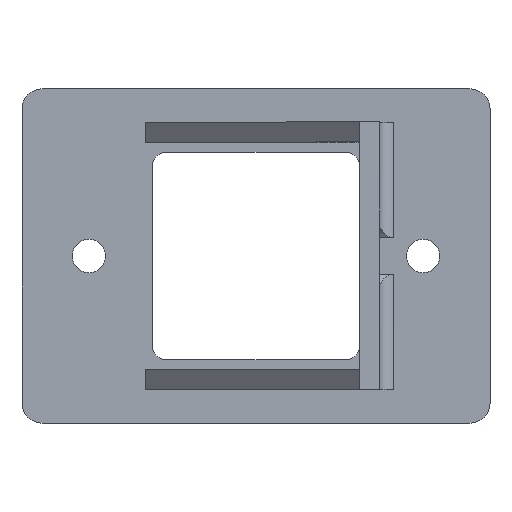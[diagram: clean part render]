
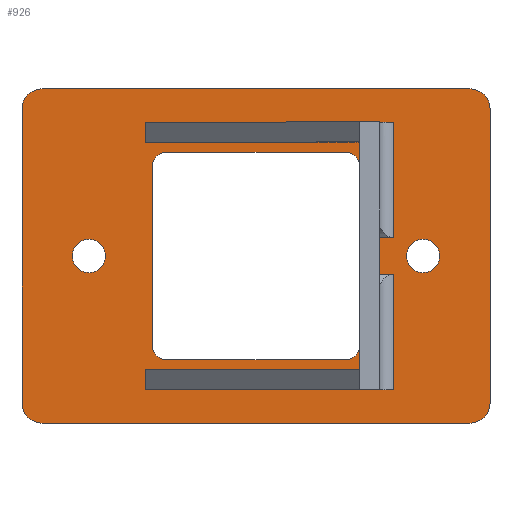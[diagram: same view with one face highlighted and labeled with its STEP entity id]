
A CAD part, top view. The second image highlights one B-rep face of the part: STEP entity #926.
In plain terms, the highlighted planar face has unit normal (0, 0, 1).
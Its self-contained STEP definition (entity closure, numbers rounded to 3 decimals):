
#29=FACE_BOUND('',#133,.T.);
#30=FACE_BOUND('',#134,.T.);
#31=FACE_BOUND('',#135,.T.);
#32=FACE_BOUND('',#136,.T.);
#33=FACE_BOUND('',#137,.T.);
#45=PLANE('',#1019);
#75=FACE_OUTER_BOUND('',#132,.T.);
#132=EDGE_LOOP('',(#742,#743,#744,#745,#746,#747,#748,#749));
#133=EDGE_LOOP('',(#750,#751,#752,#753));
#134=EDGE_LOOP('',(#754,#755,#756,#757));
#135=EDGE_LOOP('',(#758,#759,#760,#761,#762,#763,#764,#765,#766,#767,#768,
#769,#770,#771,#772,#773));
#136=EDGE_LOOP('',(#774));
#137=EDGE_LOOP('',(#775));
#169=LINE('',#1347,#259);
#170=LINE('',#1350,#260);
#174=LINE('',#1360,#264);
#178=LINE('',#1367,#268);
#179=LINE('',#1369,#269);
#181=LINE('',#1373,#271);
#185=LINE('',#1381,#275);
#200=LINE('',#1447,#290);
#204=LINE('',#1459,#294);
#208=LINE('',#1468,#298);
#209=LINE('',#1471,#299);
#212=LINE('',#1475,#302);
#213=LINE('',#1491,#303);
#219=LINE('',#1528,#309);
#222=LINE('',#1537,#312);
#223=LINE('',#1541,#313);
#224=LINE('',#1545,#314);
#225=LINE('',#1548,#315);
#226=LINE('',#1552,#316);
#227=LINE('',#1556,#317);
#228=LINE('',#1560,#318);
#229=LINE('',#1563,#319);
#230=LINE('',#1565,#320);
#231=LINE('',#1566,#321);
#259=VECTOR('',#1077,10.);
#260=VECTOR('',#1080,10.);
#264=VECTOR('',#1086,10.);
#268=VECTOR('',#1092,10.);
#269=VECTOR('',#1095,10.);
#271=VECTOR('',#1099,10.);
#275=VECTOR('',#1103,10.);
#290=VECTOR('',#1158,10.);
#294=VECTOR('',#1172,10.);
#298=VECTOR('',#1178,10.);
#299=VECTOR('',#1181,10.);
#302=VECTOR('',#1186,10.);
#303=VECTOR('',#1189,10.);
#309=VECTOR('',#1213,10.);
#312=VECTOR('',#1222,10.);
#313=VECTOR('',#1225,10.);
#314=VECTOR('',#1228,10.);
#315=VECTOR('',#1231,10.);
#316=VECTOR('',#1234,10.);
#317=VECTOR('',#1237,10.);
#318=VECTOR('',#1240,10.);
#319=VECTOR('',#1243,10.);
#320=VECTOR('',#1244,10.);
#321=VECTOR('',#1245,10.);
#377=CIRCLE('',#1018,3.);
#378=CIRCLE('',#1020,3.);
#379=CIRCLE('',#1021,3.);
#380=CIRCLE('',#1022,3.);
#381=CIRCLE('',#1023,2.);
#382=CIRCLE('',#1024,2.);
#383=CIRCLE('',#1025,2.);
#384=CIRCLE('',#1026,2.);
#385=CIRCLE('',#1027,2.5);
#386=CIRCLE('',#1028,2.5);
#394=VERTEX_POINT('',#1343);
#395=VERTEX_POINT('',#1345);
#396=VERTEX_POINT('',#1349);
#400=VERTEX_POINT('',#1357);
#401=VERTEX_POINT('',#1359);
#403=VERTEX_POINT('',#1365);
#404=VERTEX_POINT('',#1372);
#407=VERTEX_POINT('',#1378);
#408=VERTEX_POINT('',#1380);
#436=VERTEX_POINT('',#1440);
#439=VERTEX_POINT('',#1445);
#442=VERTEX_POINT('',#1458);
#446=VERTEX_POINT('',#1466);
#447=VERTEX_POINT('',#1470);
#448=VERTEX_POINT('',#1477);
#459=VERTEX_POINT('',#1515);
#460=VERTEX_POINT('',#1530);
#461=VERTEX_POINT('',#1531);
#462=VERTEX_POINT('',#1536);
#463=VERTEX_POINT('',#1538);
#464=VERTEX_POINT('',#1540);
#465=VERTEX_POINT('',#1542);
#466=VERTEX_POINT('',#1544);
#467=VERTEX_POINT('',#1546);
#468=VERTEX_POINT('',#1549);
#469=VERTEX_POINT('',#1551);
#470=VERTEX_POINT('',#1553);
#471=VERTEX_POINT('',#1555);
#472=VERTEX_POINT('',#1557);
#473=VERTEX_POINT('',#1559);
#474=VERTEX_POINT('',#1562);
#475=VERTEX_POINT('',#1564);
#476=VERTEX_POINT('',#1567);
#477=VERTEX_POINT('',#1569);
#487=EDGE_CURVE('',#395,#394,#169,.T.);
#488=EDGE_CURVE('',#396,#394,#170,.T.);
#493=EDGE_CURVE('',#401,#400,#174,.T.);
#497=EDGE_CURVE('',#395,#403,#178,.T.);
#498=EDGE_CURVE('',#403,#396,#179,.T.);
#500=EDGE_CURVE('',#404,#401,#181,.T.);
#504=EDGE_CURVE('',#408,#407,#185,.T.);
#537=EDGE_CURVE('',#439,#436,#200,.T.);
#543=EDGE_CURVE('',#442,#408,#204,.T.);
#548=EDGE_CURVE('',#439,#446,#208,.T.);
#549=EDGE_CURVE('',#447,#436,#209,.T.);
#552=EDGE_CURVE('',#446,#447,#212,.T.);
#554=EDGE_CURVE('',#448,#400,#213,.T.);
#568=EDGE_CURVE('',#442,#459,#219,.T.);
#569=EDGE_CURVE('',#460,#461,#377,.T.);
#572=EDGE_CURVE('',#460,#462,#222,.T.);
#573=EDGE_CURVE('',#463,#462,#378,.T.);
#574=EDGE_CURVE('',#463,#464,#223,.T.);
#575=EDGE_CURVE('',#465,#464,#379,.T.);
#576=EDGE_CURVE('',#465,#466,#224,.T.);
#577=EDGE_CURVE('',#467,#466,#380,.T.);
#578=EDGE_CURVE('',#467,#461,#225,.T.);
#579=EDGE_CURVE('',#468,#407,#381,.T.);
#580=EDGE_CURVE('',#468,#469,#226,.T.);
#581=EDGE_CURVE('',#470,#469,#382,.T.);
#582=EDGE_CURVE('',#470,#471,#227,.T.);
#583=EDGE_CURVE('',#472,#471,#383,.T.);
#584=EDGE_CURVE('',#472,#473,#228,.T.);
#585=EDGE_CURVE('',#404,#473,#384,.T.);
#586=EDGE_CURVE('',#448,#474,#229,.T.);
#587=EDGE_CURVE('',#474,#475,#230,.T.);
#588=EDGE_CURVE('',#475,#459,#231,.T.);
#589=EDGE_CURVE('',#476,#476,#385,.T.);
#590=EDGE_CURVE('',#477,#477,#386,.T.);
#742=ORIENTED_EDGE('',*,*,#569,.F.);
#743=ORIENTED_EDGE('',*,*,#572,.T.);
#744=ORIENTED_EDGE('',*,*,#573,.F.);
#745=ORIENTED_EDGE('',*,*,#574,.T.);
#746=ORIENTED_EDGE('',*,*,#575,.F.);
#747=ORIENTED_EDGE('',*,*,#576,.T.);
#748=ORIENTED_EDGE('',*,*,#577,.F.);
#749=ORIENTED_EDGE('',*,*,#578,.T.);
#750=ORIENTED_EDGE('',*,*,#497,.T.);
#751=ORIENTED_EDGE('',*,*,#498,.T.);
#752=ORIENTED_EDGE('',*,*,#488,.T.);
#753=ORIENTED_EDGE('',*,*,#487,.F.);
#754=ORIENTED_EDGE('',*,*,#548,.T.);
#755=ORIENTED_EDGE('',*,*,#552,.T.);
#756=ORIENTED_EDGE('',*,*,#549,.T.);
#757=ORIENTED_EDGE('',*,*,#537,.F.);
#758=ORIENTED_EDGE('',*,*,#504,.T.);
#759=ORIENTED_EDGE('',*,*,#579,.F.);
#760=ORIENTED_EDGE('',*,*,#580,.T.);
#761=ORIENTED_EDGE('',*,*,#581,.F.);
#762=ORIENTED_EDGE('',*,*,#582,.T.);
#763=ORIENTED_EDGE('',*,*,#583,.F.);
#764=ORIENTED_EDGE('',*,*,#584,.T.);
#765=ORIENTED_EDGE('',*,*,#585,.F.);
#766=ORIENTED_EDGE('',*,*,#500,.T.);
#767=ORIENTED_EDGE('',*,*,#493,.T.);
#768=ORIENTED_EDGE('',*,*,#554,.F.);
#769=ORIENTED_EDGE('',*,*,#586,.T.);
#770=ORIENTED_EDGE('',*,*,#587,.T.);
#771=ORIENTED_EDGE('',*,*,#588,.T.);
#772=ORIENTED_EDGE('',*,*,#568,.F.);
#773=ORIENTED_EDGE('',*,*,#543,.T.);
#774=ORIENTED_EDGE('',*,*,#589,.T.);
#775=ORIENTED_EDGE('',*,*,#590,.T.);
#926=ADVANCED_FACE('',(#75,#29,#30,#31,#32,#33),#45,.T.);
#1018=AXIS2_PLACEMENT_3D('',#1532,#1216,#1217);
#1019=AXIS2_PLACEMENT_3D('',#1535,#1220,#1221);
#1020=AXIS2_PLACEMENT_3D('',#1539,#1223,#1224);
#1021=AXIS2_PLACEMENT_3D('',#1543,#1226,#1227);
#1022=AXIS2_PLACEMENT_3D('',#1547,#1229,#1230);
#1023=AXIS2_PLACEMENT_3D('',#1550,#1232,#1233);
#1024=AXIS2_PLACEMENT_3D('',#1554,#1235,#1236);
#1025=AXIS2_PLACEMENT_3D('',#1558,#1238,#1239);
#1026=AXIS2_PLACEMENT_3D('',#1561,#1241,#1242);
#1027=AXIS2_PLACEMENT_3D('',#1568,#1246,#1247);
#1028=AXIS2_PLACEMENT_3D('',#1570,#1248,#1249);
#1077=DIRECTION('',(0.,1.,0.));
#1080=DIRECTION('',(1.,0.,0.));
#1086=DIRECTION('',(1.,0.,0.));
#1092=DIRECTION('',(-1.,0.,0.));
#1095=DIRECTION('',(0.,1.,0.));
#1099=DIRECTION('',(0.,1.,0.));
#1103=DIRECTION('',(0.,1.,0.));
#1158=DIRECTION('',(0.,1.,0.));
#1172=DIRECTION('',(-1.,0.,0.));
#1178=DIRECTION('',(-1.,0.,0.));
#1181=DIRECTION('',(1.,0.,0.));
#1186=DIRECTION('',(0.,1.,0.));
#1189=DIRECTION('',(0.,1.,0.));
#1213=DIRECTION('',(0.,1.,0.));
#1216=DIRECTION('center_axis',(0.,0.,-1.));
#1217=DIRECTION('ref_axis',(-0.707,-0.707,0.));
#1220=DIRECTION('center_axis',(0.,0.,1.));
#1221=DIRECTION('ref_axis',(1.,0.,0.));
#1222=DIRECTION('',(1.,0.,0.));
#1223=DIRECTION('center_axis',(0.,0.,-1.));
#1224=DIRECTION('ref_axis',(0.707,-0.707,0.));
#1225=DIRECTION('',(0.,1.,0.));
#1226=DIRECTION('center_axis',(0.,0.,-1.));
#1227=DIRECTION('ref_axis',(0.707,0.707,0.));
#1228=DIRECTION('',(-1.,0.,0.));
#1229=DIRECTION('center_axis',(0.,0.,-1.));
#1230=DIRECTION('ref_axis',(-0.707,0.707,0.));
#1231=DIRECTION('',(0.,-1.,0.));
#1232=DIRECTION('center_axis',(0.,0.,1.));
#1233=DIRECTION('ref_axis',(0.707,-0.707,0.));
#1234=DIRECTION('',(-1.,0.,0.));
#1235=DIRECTION('center_axis',(0.,0.,1.));
#1236=DIRECTION('ref_axis',(-0.707,-0.707,0.));
#1237=DIRECTION('',(0.,1.,0.));
#1238=DIRECTION('center_axis',(0.,0.,1.));
#1239=DIRECTION('ref_axis',(-0.707,0.707,0.));
#1240=DIRECTION('',(1.,0.,0.));
#1241=DIRECTION('center_axis',(0.,0.,1.));
#1242=DIRECTION('ref_axis',(0.707,0.707,0.));
#1243=DIRECTION('',(-1.,0.,0.));
#1244=DIRECTION('',(0.,-1.,0.));
#1245=DIRECTION('',(1.,0.,0.));
#1246=DIRECTION('center_axis',(0.,0.,-1.));
#1247=DIRECTION('ref_axis',(1.,0.,0.));
#1248=DIRECTION('center_axis',(0.,0.,-1.));
#1249=DIRECTION('ref_axis',(1.,0.,0.));
#1343=CARTESIAN_POINT('',(-2.22,20.,3.));
#1345=CARTESIAN_POINT('',(-2.22,17.,3.));
#1347=CARTESIAN_POINT('',(-2.22,10.,3.));
#1349=CARTESIAN_POINT('',(-16.544,20.,3.));
#1350=CARTESIAN_POINT('',(7.75,20.,3.));
#1357=CARTESIAN_POINT('',(20.5,20.,3.));
#1359=CARTESIAN_POINT('',(15.5,20.,3.));
#1360=CARTESIAN_POINT('',(9.25,20.,3.));
#1365=CARTESIAN_POINT('',(-16.544,17.,3.));
#1367=CARTESIAN_POINT('',(-0.261,17.,3.));
#1369=CARTESIAN_POINT('',(-16.544,10.,3.));
#1372=CARTESIAN_POINT('',(15.5,13.5,3.));
#1373=CARTESIAN_POINT('',(15.5,10.,3.));
#1378=CARTESIAN_POINT('',(15.5,-13.5,3.));
#1380=CARTESIAN_POINT('',(15.5,-20.,3.));
#1381=CARTESIAN_POINT('',(15.5,10.,3.));
#1440=CARTESIAN_POINT('',(-2.22,-17.,3.));
#1445=CARTESIAN_POINT('',(-2.22,-20.,3.));
#1447=CARTESIAN_POINT('',(-2.22,-10.,3.));
#1458=CARTESIAN_POINT('',(20.5,-20.,3.));
#1459=CARTESIAN_POINT('',(7.75,-20.,3.));
#1466=CARTESIAN_POINT('',(-16.544,-20.,3.));
#1468=CARTESIAN_POINT('',(-0.261,-20.,3.));
#1470=CARTESIAN_POINT('',(-16.544,-17.,3.));
#1471=CARTESIAN_POINT('',(-0.261,-17.,3.));
#1475=CARTESIAN_POINT('',(-16.544,-10.,3.));
#1477=CARTESIAN_POINT('',(20.5,2.704,3.));
#1491=CARTESIAN_POINT('',(20.5,-10.,3.));
#1515=CARTESIAN_POINT('',(20.5,-2.704,3.));
#1528=CARTESIAN_POINT('',(20.5,-10.,3.));
#1530=CARTESIAN_POINT('',(-32.,-25.,3.));
#1531=CARTESIAN_POINT('',(-35.,-22.,3.));
#1532=CARTESIAN_POINT('Origin',(-32.,-22.,3.));
#1535=CARTESIAN_POINT('Origin',(0.,0.,3.));
#1536=CARTESIAN_POINT('',(32.,-25.,3.));
#1537=CARTESIAN_POINT('',(35.,-25.,3.));
#1538=CARTESIAN_POINT('',(35.,-22.,3.));
#1539=CARTESIAN_POINT('Origin',(32.,-22.,3.));
#1540=CARTESIAN_POINT('',(35.,22.,3.));
#1541=CARTESIAN_POINT('',(35.,25.,3.));
#1542=CARTESIAN_POINT('',(32.,25.,3.));
#1543=CARTESIAN_POINT('Origin',(32.,22.,3.));
#1544=CARTESIAN_POINT('',(-32.,25.,3.));
#1545=CARTESIAN_POINT('',(-35.,25.,3.));
#1546=CARTESIAN_POINT('',(-35.,22.,3.));
#1547=CARTESIAN_POINT('Origin',(-32.,22.,3.));
#1548=CARTESIAN_POINT('',(-35.,-25.,3.));
#1549=CARTESIAN_POINT('',(13.5,-15.5,3.));
#1550=CARTESIAN_POINT('Origin',(13.5,-13.5,3.));
#1551=CARTESIAN_POINT('',(-13.5,-15.5,3.));
#1552=CARTESIAN_POINT('',(-15.5,-15.5,3.));
#1553=CARTESIAN_POINT('',(-15.5,-13.5,3.));
#1554=CARTESIAN_POINT('Origin',(-13.5,-13.5,3.));
#1555=CARTESIAN_POINT('',(-15.5,13.5,3.));
#1556=CARTESIAN_POINT('',(-15.5,15.5,3.));
#1557=CARTESIAN_POINT('',(-13.5,15.5,3.));
#1558=CARTESIAN_POINT('Origin',(-13.5,13.5,3.));
#1559=CARTESIAN_POINT('',(13.5,15.5,3.));
#1560=CARTESIAN_POINT('',(15.5,15.5,3.));
#1561=CARTESIAN_POINT('Origin',(13.5,13.5,3.));
#1562=CARTESIAN_POINT('',(18.5,2.704,3.));
#1563=CARTESIAN_POINT('',(15.5,2.704,3.));
#1564=CARTESIAN_POINT('',(18.5,-2.704,3.));
#1565=CARTESIAN_POINT('',(18.5,-10.,3.));
#1566=CARTESIAN_POINT('',(15.5,-2.704,3.));
#1567=CARTESIAN_POINT('',(22.5,0.,3.));
#1568=CARTESIAN_POINT('Origin',(25.,0.,3.));
#1569=CARTESIAN_POINT('',(-27.5,0.,3.));
#1570=CARTESIAN_POINT('Origin',(-25.,0.,3.));
